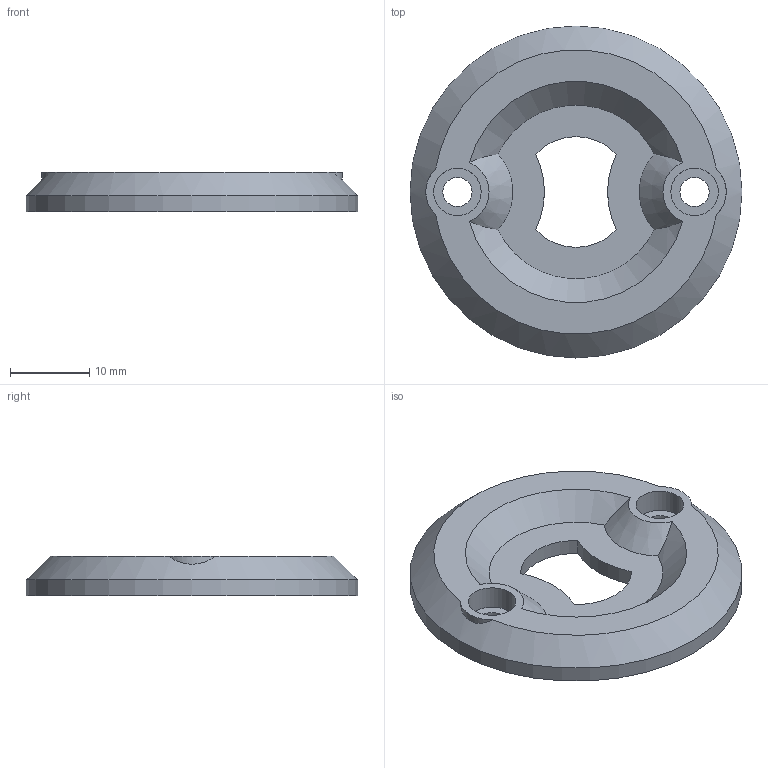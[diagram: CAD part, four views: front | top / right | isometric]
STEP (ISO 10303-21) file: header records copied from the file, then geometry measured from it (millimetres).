
FILE_DESCRIPTION(/* description */ (''),/* implementation_level */ '2;1');
FILE_NAME(/* name */ 'shell3.stp',/* time_stamp */ '2022-05-02T15:57:57+02:00',/* author */ ('ruben'),/* organization */ (''),/* preprocessor_version */ 'ST-DEVELOPER v18.1',/* originating_system */ 'Autodesk Inventor 2022',/* authorisation */ '');
FILE_SCHEMA (('AUTOMOTIVE_DESIGN { 1 0 10303 214 3 1 1 }'));
Length unit declared in the file: millimetre
Products named in the file (1): Zierplatte
Bounding box: 42 x 42 x 5 mm (x, y, z)
Volume: 4551.8 mm3; surface area: 3265.6 mm2
Topology: 1 solids, 1 shells, 21 faces, 48 edges, 32 vertices
Faces by surface type: cylinder 11, plane 5, cone 5
Full cylindrical faces by diameter (mm): 3.7 x2, 6 x2, 42 x1
Entity records: 691 total; most frequent: CARTESIAN_POINT 141, DIRECTION 116, ORIENTED_EDGE 96, AXIS2_PLACEMENT_3D 53, EDGE_CURVE 48, VERTEX_POINT 32, CIRCLE 31, EDGE_LOOP 30
